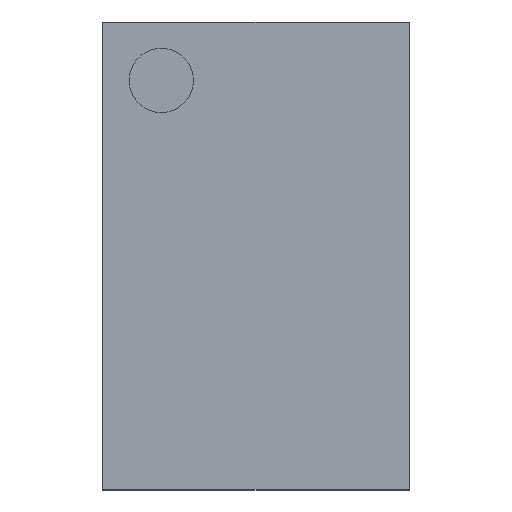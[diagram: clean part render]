
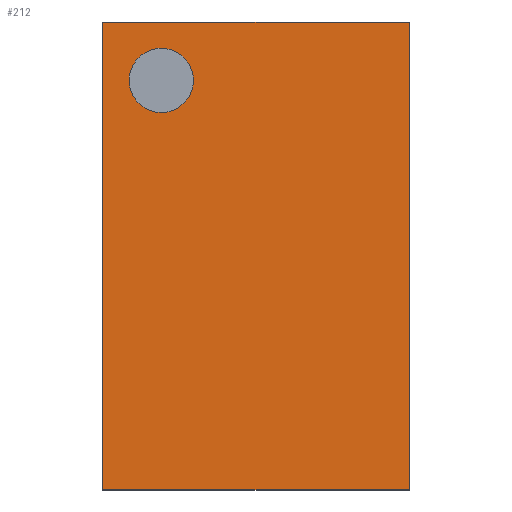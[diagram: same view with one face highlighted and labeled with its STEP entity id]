
A CAD part, top view. The second image highlights one B-rep face of the part: STEP entity #212.
In plain terms, the highlighted planar face has unit normal (0, 0, 1).
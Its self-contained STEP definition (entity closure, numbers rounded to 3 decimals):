
#2 = VERTEX_POINT ( 'NONE', #393 ) ;
#20 = EDGE_LOOP ( 'NONE', ( #504, #329 ) ) ;
#22 = CARTESIAN_POINT ( 'NONE',  ( -0.475, 0.725, 0.595 ) ) ;
#26 = CARTESIAN_POINT ( 'NONE',  ( 0., 0., 0.595 ) ) ;
#39 = ORIENTED_EDGE ( 'NONE', *, *, #536, .T. ) ;
#96 = EDGE_CURVE ( 'NONE', #371, #437, #390, .T. ) ;
#105 = VECTOR ( 'NONE', #199, 1000. ) ;
#112 = CARTESIAN_POINT ( 'NONE',  ( -0.475, -0.725, 0.595 ) ) ;
#125 = CARTESIAN_POINT ( 'NONE',  ( -0.294, 0.544, 0.595 ) ) ;
#149 = AXIS2_PLACEMENT_3D ( 'NONE', #26, #307, #537 ) ;
#169 = LINE ( 'NONE', #112, #227 ) ;
#199 = DIRECTION ( 'NONE',  ( -1., 0., 0. ) ) ;
#203 = DIRECTION ( 'NONE',  ( 0., 1., 0. ) ) ;
#205 = CARTESIAN_POINT ( 'NONE',  ( -0.475, 0.725, 0.595 ) ) ;
#209 = VERTEX_POINT ( 'NONE', #22 ) ;
#212 = ADVANCED_FACE ( 'NONE', ( #439, #217 ), #221, .F. ) ;
#213 = DIRECTION ( 'NONE',  ( 0., -1., 0. ) ) ;
#215 = DIRECTION ( 'NONE',  ( 1., 0., 0. ) ) ;
#217 = FACE_OUTER_BOUND ( 'NONE', #600, .T. ) ;
#219 = EDGE_CURVE ( 'NONE', #325, #2, #449, .T. ) ;
#221 = PLANE ( 'NONE',  #149 ) ;
#227 = VECTOR ( 'NONE', #213, 1000. ) ;
#231 = ORIENTED_EDGE ( 'NONE', *, *, #96, .T. ) ;
#252 = LINE ( 'NONE', #205, #105 ) ;
#262 = ORIENTED_EDGE ( 'NONE', *, *, #328, .T. ) ;
#307 = DIRECTION ( 'NONE',  ( 0., 0., -1. ) ) ;
#309 = AXIS2_PLACEMENT_3D ( 'NONE', #392, #480, #359 ) ;
#316 = VECTOR ( 'NONE', #540, 1000. ) ;
#320 = CARTESIAN_POINT ( 'NONE',  ( -0.475, -0.725, 0.595 ) ) ;
#325 = VERTEX_POINT ( 'NONE', #364 ) ;
#327 = CARTESIAN_POINT ( 'NONE',  ( 0.475, -0.725, 0.595 ) ) ;
#328 = EDGE_CURVE ( 'NONE', #424, #371, #331, .T. ) ;
#329 = ORIENTED_EDGE ( 'NONE', *, *, #574, .F. ) ;
#331 = LINE ( 'NONE', #320, #316 ) ;
#334 = AXIS2_PLACEMENT_3D ( 'NONE', #125, #586, #215 ) ;
#359 = DIRECTION ( 'NONE',  ( 1., 0., 0. ) ) ;
#364 = CARTESIAN_POINT ( 'NONE',  ( -0.194, 0.544, 0.595 ) ) ;
#371 = VERTEX_POINT ( 'NONE', #327 ) ;
#379 = VECTOR ( 'NONE', #203, 1000. ) ;
#390 = LINE ( 'NONE', #573, #379 ) ;
#392 = CARTESIAN_POINT ( 'NONE',  ( -0.294, 0.544, 0.595 ) ) ;
#393 = CARTESIAN_POINT ( 'NONE',  ( -0.393, 0.544, 0.595 ) ) ;
#424 = VERTEX_POINT ( 'NONE', #588 ) ;
#437 = VERTEX_POINT ( 'NONE', #593 ) ;
#439 = FACE_BOUND ( 'NONE', #20, .T. ) ;
#449 = CIRCLE ( 'NONE', #334, 0.1 ) ;
#452 = EDGE_CURVE ( 'NONE', #437, #209, #252, .T. ) ;
#480 = DIRECTION ( 'NONE',  ( 0., 0., 1. ) ) ;
#504 = ORIENTED_EDGE ( 'NONE', *, *, #219, .F. ) ;
#536 = EDGE_CURVE ( 'NONE', #209, #424, #169, .T. ) ;
#537 = DIRECTION ( 'NONE',  ( -1., 0., 0. ) ) ;
#540 = DIRECTION ( 'NONE',  ( 1., 0., 0. ) ) ;
#572 = CIRCLE ( 'NONE', #309, 0.1 ) ;
#573 = CARTESIAN_POINT ( 'NONE',  ( 0.475, -0.725, 0.595 ) ) ;
#574 = EDGE_CURVE ( 'NONE', #2, #325, #572, .T. ) ;
#575 = ORIENTED_EDGE ( 'NONE', *, *, #452, .T. ) ;
#586 = DIRECTION ( 'NONE',  ( 0., 0., 1. ) ) ;
#588 = CARTESIAN_POINT ( 'NONE',  ( -0.475, -0.725, 0.595 ) ) ;
#593 = CARTESIAN_POINT ( 'NONE',  ( 0.475, 0.725, 0.595 ) ) ;
#600 = EDGE_LOOP ( 'NONE', ( #231, #575, #39, #262 ) ) ;
